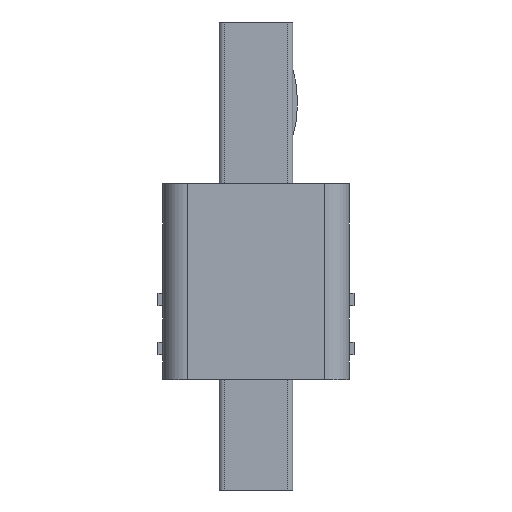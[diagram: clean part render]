
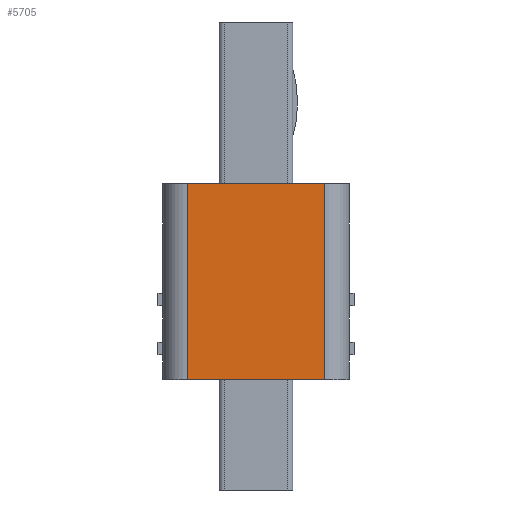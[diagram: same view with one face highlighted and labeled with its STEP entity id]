
A CAD part, left-side view. The second image highlights one B-rep face of the part: STEP entity #5705.
In plain terms, the highlighted planar face has unit normal (-1, 0, 0).
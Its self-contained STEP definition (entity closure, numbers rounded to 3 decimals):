
#105 = EDGE_CURVE ( 'NONE', #3654, #3956, #1004, .T. ) ;
#224 = EDGE_CURVE ( 'NONE', #5673, #1943, #2731, .T. ) ;
#599 = ORIENTED_EDGE ( 'NONE', *, *, #3977, .F. ) ;
#613 = DIRECTION ( 'NONE',  ( 0., 0., -1. ) ) ;
#665 = ORIENTED_EDGE ( 'NONE', *, *, #105, .T. ) ;
#969 = CARTESIAN_POINT ( 'NONE',  ( -6.406, 2.821, 8. ) ) ;
#1004 = LINE ( 'NONE', #969, #2714 ) ;
#1107 = CARTESIAN_POINT ( 'NONE',  ( -6.406, 3.821, 0. ) ) ;
#1218 = CARTESIAN_POINT ( 'NONE',  ( -6.406, 2.821, 0. ) ) ;
#1239 = DIRECTION ( 'NONE',  ( 0., -1., 0. ) ) ;
#1260 = VECTOR ( 'NONE', #4612, 1000. ) ;
#1647 = CARTESIAN_POINT ( 'NONE',  ( -6.406, 2.821, 8. ) ) ;
#1943 = VERTEX_POINT ( 'NONE', #5163 ) ;
#2003 = EDGE_CURVE ( 'NONE', #3956, #5673, #3232, .T. ) ;
#2353 = FACE_OUTER_BOUND ( 'NONE', #5575, .T. ) ;
#2714 = VECTOR ( 'NONE', #613, 1000. ) ;
#2731 = LINE ( 'NONE', #6157, #3018 ) ;
#2914 = CARTESIAN_POINT ( 'NONE',  ( -6.406, 3.821, 8. ) ) ;
#3018 = VECTOR ( 'NONE', #4784, 1000. ) ;
#3232 = LINE ( 'NONE', #1107, #5674 ) ;
#3435 = PLANE ( 'NONE',  #4197 ) ;
#3654 = VERTEX_POINT ( 'NONE', #1647 ) ;
#3659 = CARTESIAN_POINT ( 'NONE',  ( -6.406, 3.821, 8. ) ) ;
#3956 = VERTEX_POINT ( 'NONE', #1218 ) ;
#3977 = EDGE_CURVE ( 'NONE', #3654, #1943, #4151, .T. ) ;
#3979 = ORIENTED_EDGE ( 'NONE', *, *, #224, .T. ) ;
#4151 = LINE ( 'NONE', #3659, #1260 ) ;
#4197 = AXIS2_PLACEMENT_3D ( 'NONE', #2914, #5943, #4352 ) ;
#4352 = DIRECTION ( 'NONE',  ( 0., -1., 0. ) ) ;
#4612 = DIRECTION ( 'NONE',  ( 0., -1., 0. ) ) ;
#4784 = DIRECTION ( 'NONE',  ( 0., 0., 1. ) ) ;
#5163 = CARTESIAN_POINT ( 'NONE',  ( -6.406, -2.779, 8. ) ) ;
#5575 = EDGE_LOOP ( 'NONE', ( #6241, #3979, #599, #665 ) ) ;
#5673 = VERTEX_POINT ( 'NONE', #5781 ) ;
#5674 = VECTOR ( 'NONE', #1239, 1000. ) ;
#5705 = ADVANCED_FACE ( 'NONE', ( #2353 ), #3435, .F. ) ;
#5781 = CARTESIAN_POINT ( 'NONE',  ( -6.406, -2.779, 0. ) ) ;
#5943 = DIRECTION ( 'NONE',  ( 1., 0., 0. ) ) ;
#6157 = CARTESIAN_POINT ( 'NONE',  ( -6.406, -2.779, 8. ) ) ;
#6241 = ORIENTED_EDGE ( 'NONE', *, *, #2003, .T. ) ;
